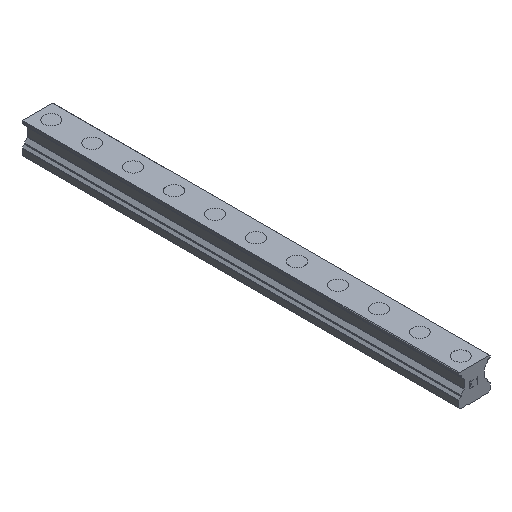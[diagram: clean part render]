
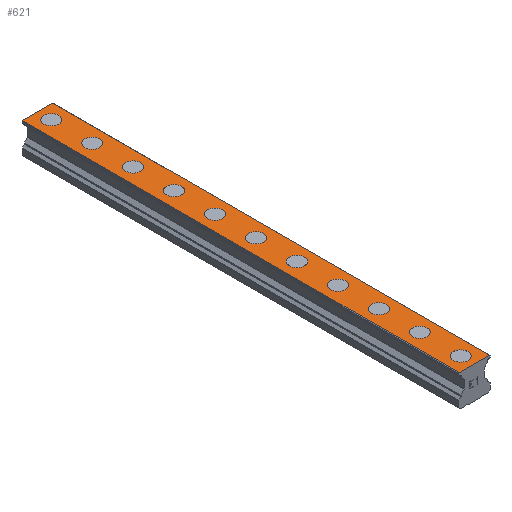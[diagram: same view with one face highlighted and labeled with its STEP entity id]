
A CAD part, isometric view. The second image highlights one B-rep face of the part: STEP entity #621.
In plain terms, the highlighted planar face has unit normal (0, 0, 1).
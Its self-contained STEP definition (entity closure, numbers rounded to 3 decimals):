
#621=ADVANCED_FACE('',(#1287,#1288,#1289,#1290,#1291,#1292,#1293,#1294,#1295,#1296,#1297,#1298),#1299,.T.);
#1287=FACE_BOUND('',#1980,.T.);
#1288=FACE_BOUND('',#1981,.T.);
#1289=FACE_BOUND('',#1982,.T.);
#1290=FACE_BOUND('',#1983,.T.);
#1291=FACE_BOUND('',#1984,.T.);
#1292=FACE_BOUND('',#1985,.T.);
#1293=FACE_BOUND('',#1986,.T.);
#1294=FACE_BOUND('',#1987,.T.);
#1295=FACE_BOUND('',#1988,.T.);
#1296=FACE_BOUND('',#1989,.T.);
#1297=FACE_BOUND('',#1990,.T.);
#1298=FACE_OUTER_BOUND('',#1991,.T.);
#1299=PLANE('',#1992);
#1980=EDGE_LOOP('',(#3767,#3768));
#1981=EDGE_LOOP('',(#3769,#3770));
#1982=EDGE_LOOP('',(#3771,#3772));
#1983=EDGE_LOOP('',(#3773,#3774));
#1984=EDGE_LOOP('',(#3775,#3776));
#1985=EDGE_LOOP('',(#3777,#3778));
#1986=EDGE_LOOP('',(#3779,#3780));
#1987=EDGE_LOOP('',(#3781,#3782));
#1988=EDGE_LOOP('',(#3783,#3784));
#1989=EDGE_LOOP('',(#3785,#3786));
#1990=EDGE_LOOP('',(#3787,#3788));
#1991=EDGE_LOOP('',(#3789,#3790,#3791,#3792));
#1992=AXIS2_PLACEMENT_3D('',#3793,#3794,#3795);
#3767=ORIENTED_EDGE('',*,*,#4104,.T.);
#3768=ORIENTED_EDGE('',*,*,#4575,.T.);
#3769=ORIENTED_EDGE('',*,*,#4094,.T.);
#3770=ORIENTED_EDGE('',*,*,#4581,.T.);
#3771=ORIENTED_EDGE('',*,*,#4084,.T.);
#3772=ORIENTED_EDGE('',*,*,#4587,.T.);
#3773=ORIENTED_EDGE('',*,*,#4074,.T.);
#3774=ORIENTED_EDGE('',*,*,#4593,.T.);
#3775=ORIENTED_EDGE('',*,*,#4064,.T.);
#3776=ORIENTED_EDGE('',*,*,#4599,.T.);
#3777=ORIENTED_EDGE('',*,*,#4054,.T.);
#3778=ORIENTED_EDGE('',*,*,#4605,.T.);
#3779=ORIENTED_EDGE('',*,*,#4044,.T.);
#3780=ORIENTED_EDGE('',*,*,#4611,.T.);
#3781=ORIENTED_EDGE('',*,*,#4034,.T.);
#3782=ORIENTED_EDGE('',*,*,#4617,.T.);
#3783=ORIENTED_EDGE('',*,*,#4024,.T.);
#3784=ORIENTED_EDGE('',*,*,#4623,.T.);
#3785=ORIENTED_EDGE('',*,*,#4014,.T.);
#3786=ORIENTED_EDGE('',*,*,#4629,.T.);
#3787=ORIENTED_EDGE('',*,*,#4004,.T.);
#3788=ORIENTED_EDGE('',*,*,#4635,.T.);
#3789=ORIENTED_EDGE('',*,*,#4548,.T.);
#3790=ORIENTED_EDGE('',*,*,#4694,.F.);
#3791=ORIENTED_EDGE('',*,*,#4409,.T.);
#3792=ORIENTED_EDGE('',*,*,#4692,.T.);
#3793=CARTESIAN_POINT('',(0.,320.0,23.6));
#3794=DIRECTION('',(0.0,0.0,1.0));
#3795=DIRECTION('',(-1.0,0.0,0.0));
#4004=EDGE_CURVE('',#4758,#4755,#4759,.T.);
#4014=EDGE_CURVE('',#4776,#4773,#4777,.T.);
#4024=EDGE_CURVE('',#4794,#4791,#4795,.T.);
#4034=EDGE_CURVE('',#4812,#4809,#4813,.T.);
#4044=EDGE_CURVE('',#4830,#4827,#4831,.T.);
#4054=EDGE_CURVE('',#4848,#4845,#4849,.T.);
#4064=EDGE_CURVE('',#4866,#4863,#4867,.T.);
#4074=EDGE_CURVE('',#4884,#4881,#4885,.T.);
#4084=EDGE_CURVE('',#4902,#4899,#4903,.T.);
#4094=EDGE_CURVE('',#4920,#4917,#4921,.T.);
#4104=EDGE_CURVE('',#4938,#4935,#4939,.T.);
#4409=EDGE_CURVE('',#5392,#5390,#5393,.T.);
#4548=EDGE_CURVE('',#5625,#5623,#5626,.T.);
#4575=EDGE_CURVE('',#4935,#4938,#5677,.T.);
#4581=EDGE_CURVE('',#4917,#4920,#5683,.T.);
#4587=EDGE_CURVE('',#4899,#4902,#5689,.T.);
#4593=EDGE_CURVE('',#4881,#4884,#5695,.T.);
#4599=EDGE_CURVE('',#4863,#4866,#5701,.T.);
#4605=EDGE_CURVE('',#4845,#4848,#5707,.T.);
#4611=EDGE_CURVE('',#4827,#4830,#5713,.T.);
#4617=EDGE_CURVE('',#4809,#4812,#5719,.T.);
#4623=EDGE_CURVE('',#4791,#4794,#5725,.T.);
#4629=EDGE_CURVE('',#4773,#4776,#5731,.T.);
#4635=EDGE_CURVE('',#4755,#4758,#5737,.T.);
#4692=EDGE_CURVE('',#5390,#5625,#5794,.T.);
#4694=EDGE_CURVE('',#5392,#5623,#5796,.T.);
#4755=VERTEX_POINT('',#5859);
#4758=VERTEX_POINT('',#5863);
#4759=CIRCLE('',#5864,5.5);
#4773=VERTEX_POINT('',#5881);
#4776=VERTEX_POINT('',#5885);
#4777=CIRCLE('',#5886,5.5);
#4791=VERTEX_POINT('',#5903);
#4794=VERTEX_POINT('',#5907);
#4795=CIRCLE('',#5908,5.5);
#4809=VERTEX_POINT('',#5925);
#4812=VERTEX_POINT('',#5929);
#4813=CIRCLE('',#5930,5.5);
#4827=VERTEX_POINT('',#5947);
#4830=VERTEX_POINT('',#5951);
#4831=CIRCLE('',#5952,5.5);
#4845=VERTEX_POINT('',#5969);
#4848=VERTEX_POINT('',#5973);
#4849=CIRCLE('',#5974,5.5);
#4863=VERTEX_POINT('',#5991);
#4866=VERTEX_POINT('',#5995);
#4867=CIRCLE('',#5996,5.5);
#4881=VERTEX_POINT('',#6013);
#4884=VERTEX_POINT('',#6017);
#4885=CIRCLE('',#6018,5.5);
#4899=VERTEX_POINT('',#6035);
#4902=VERTEX_POINT('',#6039);
#4903=CIRCLE('',#6040,5.5);
#4917=VERTEX_POINT('',#6057);
#4920=VERTEX_POINT('',#6061);
#4921=CIRCLE('',#6062,5.5);
#4935=VERTEX_POINT('',#6079);
#4938=VERTEX_POINT('',#6083);
#4939=CIRCLE('',#6084,5.5);
#5390=VERTEX_POINT('',#6688);
#5392=VERTEX_POINT('',#6691);
#5393=LINE('',#6692,#6693);
#5623=VERTEX_POINT('',#7018);
#5625=VERTEX_POINT('',#7021);
#5626=LINE('',#7022,#7023);
#5677=CIRCLE('',#7090,5.5);
#5683=CIRCLE('',#7096,5.5);
#5689=CIRCLE('',#7102,5.5);
#5695=CIRCLE('',#7108,5.5);
#5701=CIRCLE('',#7114,5.5);
#5707=CIRCLE('',#7120,5.5);
#5713=CIRCLE('',#7126,5.5);
#5719=CIRCLE('',#7132,5.5);
#5725=CIRCLE('',#7138,5.5);
#5731=CIRCLE('',#7144,5.5);
#5737=CIRCLE('',#7150,5.5);
#5794=LINE('',#7233,#7234);
#5796=LINE('',#7236,#7237);
#5859=CARTESIAN_POINT('',(5.5,10.0,23.6));
#5863=CARTESIAN_POINT('',(-5.5,10.0,23.6));
#5864=AXIS2_PLACEMENT_3D('',#7321,#7322,#7323);
#5881=CARTESIAN_POINT('',(5.5,40.0,23.6));
#5885=CARTESIAN_POINT('',(-5.5,40.0,23.6));
#5886=AXIS2_PLACEMENT_3D('',#7337,#7338,#7339);
#5903=CARTESIAN_POINT('',(5.5,70.0,23.6));
#5907=CARTESIAN_POINT('',(-5.5,70.0,23.6));
#5908=AXIS2_PLACEMENT_3D('',#7353,#7354,#7355);
#5925=CARTESIAN_POINT('',(5.5,100.0,23.6));
#5929=CARTESIAN_POINT('',(-5.5,100.0,23.6));
#5930=AXIS2_PLACEMENT_3D('',#7369,#7370,#7371);
#5947=CARTESIAN_POINT('',(5.5,130.0,23.6));
#5951=CARTESIAN_POINT('',(-5.5,130.0,23.6));
#5952=AXIS2_PLACEMENT_3D('',#7385,#7386,#7387);
#5969=CARTESIAN_POINT('',(5.5,160.0,23.6));
#5973=CARTESIAN_POINT('',(-5.5,160.0,23.6));
#5974=AXIS2_PLACEMENT_3D('',#7401,#7402,#7403);
#5991=CARTESIAN_POINT('',(5.5,190.0,23.6));
#5995=CARTESIAN_POINT('',(-5.5,190.0,23.6));
#5996=AXIS2_PLACEMENT_3D('',#7417,#7418,#7419);
#6013=CARTESIAN_POINT('',(5.5,220.0,23.6));
#6017=CARTESIAN_POINT('',(-5.5,220.0,23.6));
#6018=AXIS2_PLACEMENT_3D('',#7433,#7434,#7435);
#6035=CARTESIAN_POINT('',(5.5,250.0,23.6));
#6039=CARTESIAN_POINT('',(-5.5,250.0,23.6));
#6040=AXIS2_PLACEMENT_3D('',#7449,#7450,#7451);
#6057=CARTESIAN_POINT('',(5.5,280.0,23.6));
#6061=CARTESIAN_POINT('',(-5.5,280.0,23.6));
#6062=AXIS2_PLACEMENT_3D('',#7465,#7466,#7467);
#6079=CARTESIAN_POINT('',(5.5,310.0,23.6));
#6083=CARTESIAN_POINT('',(-5.5,310.0,23.6));
#6084=AXIS2_PLACEMENT_3D('',#7481,#7482,#7483);
#6688=CARTESIAN_POINT('',(-11.1,320.0,23.6));
#6691=CARTESIAN_POINT('',(11.1,320.0,23.6));
#6692=CARTESIAN_POINT('',(11.1,320.0,23.6));
#6693=VECTOR('',#7833,1.0);
#7018=CARTESIAN_POINT('',(11.1,0.0,23.6));
#7021=CARTESIAN_POINT('',(-11.1,0.0,23.6));
#7022=CARTESIAN_POINT('',(11.1,0.0,23.6));
#7023=VECTOR('',#7984,1.0);
#7090=AXIS2_PLACEMENT_3D('',#8028,#8029,#8030);
#7096=AXIS2_PLACEMENT_3D('',#8037,#8038,#8039);
#7102=AXIS2_PLACEMENT_3D('',#8046,#8047,#8048);
#7108=AXIS2_PLACEMENT_3D('',#8055,#8056,#8057);
#7114=AXIS2_PLACEMENT_3D('',#8064,#8065,#8066);
#7120=AXIS2_PLACEMENT_3D('',#8073,#8074,#8075);
#7126=AXIS2_PLACEMENT_3D('',#8082,#8083,#8084);
#7132=AXIS2_PLACEMENT_3D('',#8091,#8092,#8093);
#7138=AXIS2_PLACEMENT_3D('',#8100,#8101,#8102);
#7144=AXIS2_PLACEMENT_3D('',#8109,#8110,#8111);
#7150=AXIS2_PLACEMENT_3D('',#8118,#8119,#8120);
#7233=CARTESIAN_POINT('',(-11.1,320.0,23.6));
#7234=VECTOR('',#8153,1.0);
#7236=CARTESIAN_POINT('',(11.1,320.0,23.6));
#7237=VECTOR('',#8154,1.0);
#7321=CARTESIAN_POINT('',(0.0,10.0,23.6));
#7322=DIRECTION('',(0.0,0.0,-1.0));
#7323=DIRECTION('',(1.0,0.0,0.0));
#7337=CARTESIAN_POINT('',(0.0,40.0,23.6));
#7338=DIRECTION('',(0.0,0.0,-1.0));
#7339=DIRECTION('',(1.0,0.0,0.0));
#7353=CARTESIAN_POINT('',(0.0,70.0,23.6));
#7354=DIRECTION('',(0.0,0.0,-1.0));
#7355=DIRECTION('',(1.0,0.0,0.0));
#7369=CARTESIAN_POINT('',(0.0,100.0,23.6));
#7370=DIRECTION('',(0.0,0.0,-1.0));
#7371=DIRECTION('',(1.0,0.0,0.0));
#7385=CARTESIAN_POINT('',(0.0,130.0,23.6));
#7386=DIRECTION('',(0.0,0.0,-1.0));
#7387=DIRECTION('',(1.0,0.0,0.0));
#7401=CARTESIAN_POINT('',(0.0,160.0,23.6));
#7402=DIRECTION('',(0.0,0.0,-1.0));
#7403=DIRECTION('',(1.0,0.0,0.0));
#7417=CARTESIAN_POINT('',(0.0,190.0,23.6));
#7418=DIRECTION('',(0.0,0.0,-1.0));
#7419=DIRECTION('',(1.0,0.0,0.0));
#7433=CARTESIAN_POINT('',(0.0,220.0,23.6));
#7434=DIRECTION('',(0.0,0.0,-1.0));
#7435=DIRECTION('',(1.0,0.0,0.0));
#7449=CARTESIAN_POINT('',(0.0,250.0,23.6));
#7450=DIRECTION('',(0.0,0.0,-1.0));
#7451=DIRECTION('',(1.0,0.0,0.0));
#7465=CARTESIAN_POINT('',(0.0,280.0,23.6));
#7466=DIRECTION('',(0.0,0.0,-1.0));
#7467=DIRECTION('',(1.0,0.0,0.0));
#7481=CARTESIAN_POINT('',(0.0,310.0,23.6));
#7482=DIRECTION('',(0.0,0.0,-1.0));
#7483=DIRECTION('',(1.0,0.0,0.0));
#7833=DIRECTION('',(-1.0,0.0,0.0));
#7984=DIRECTION('',(1.0,0.0,0.0));
#8028=CARTESIAN_POINT('',(0.0,310.0,23.6));
#8029=DIRECTION('',(0.0,0.0,-1.0));
#8030=DIRECTION('',(1.0,0.0,0.0));
#8037=CARTESIAN_POINT('',(0.0,280.0,23.6));
#8038=DIRECTION('',(0.0,0.0,-1.0));
#8039=DIRECTION('',(1.0,0.0,0.0));
#8046=CARTESIAN_POINT('',(0.0,250.0,23.6));
#8047=DIRECTION('',(0.0,0.0,-1.0));
#8048=DIRECTION('',(1.0,0.0,0.0));
#8055=CARTESIAN_POINT('',(0.0,220.0,23.6));
#8056=DIRECTION('',(0.0,0.0,-1.0));
#8057=DIRECTION('',(1.0,0.0,0.0));
#8064=CARTESIAN_POINT('',(0.0,190.0,23.6));
#8065=DIRECTION('',(0.0,0.0,-1.0));
#8066=DIRECTION('',(1.0,0.0,0.0));
#8073=CARTESIAN_POINT('',(0.0,160.0,23.6));
#8074=DIRECTION('',(0.0,0.0,-1.0));
#8075=DIRECTION('',(1.0,0.0,0.0));
#8082=CARTESIAN_POINT('',(0.0,130.0,23.6));
#8083=DIRECTION('',(0.0,0.0,-1.0));
#8084=DIRECTION('',(1.0,0.0,0.0));
#8091=CARTESIAN_POINT('',(0.0,100.0,23.6));
#8092=DIRECTION('',(0.0,0.0,-1.0));
#8093=DIRECTION('',(1.0,0.0,0.0));
#8100=CARTESIAN_POINT('',(0.0,70.0,23.6));
#8101=DIRECTION('',(0.0,0.0,-1.0));
#8102=DIRECTION('',(1.0,0.0,0.0));
#8109=CARTESIAN_POINT('',(0.0,40.0,23.6));
#8110=DIRECTION('',(0.0,0.0,-1.0));
#8111=DIRECTION('',(1.0,0.0,0.0));
#8118=CARTESIAN_POINT('',(0.0,10.0,23.6));
#8119=DIRECTION('',(0.0,0.0,-1.0));
#8120=DIRECTION('',(1.0,0.0,0.0));
#8153=DIRECTION('',(0.0,-1.0,0.0));
#8154=DIRECTION('',(0.0,-1.0,0.0));
